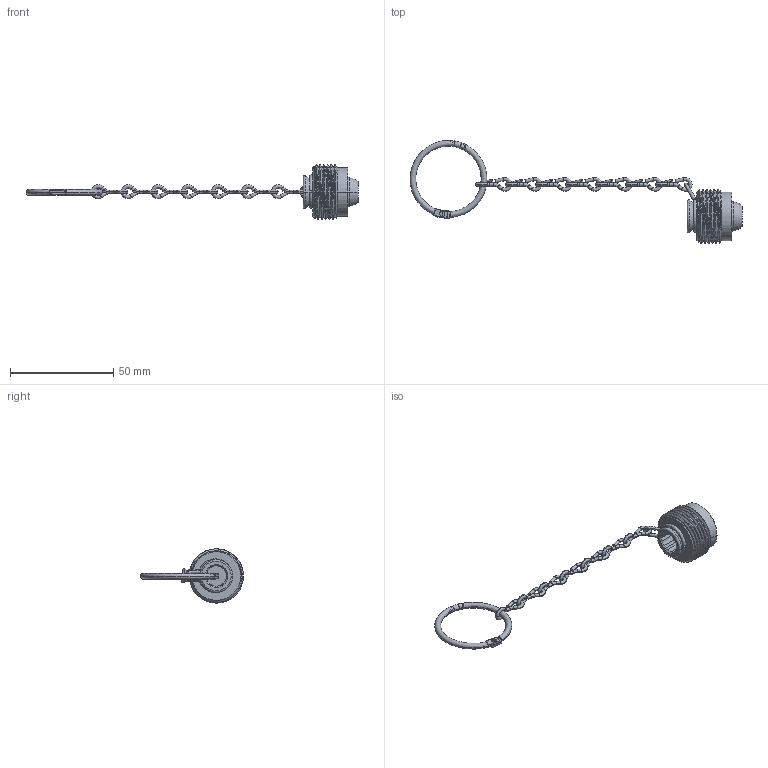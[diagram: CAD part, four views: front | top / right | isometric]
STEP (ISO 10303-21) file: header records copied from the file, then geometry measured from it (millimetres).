
FILE_DESCRIPTION (( 'STEP AP203' ), '1' );
FILE_NAME ('PLU-680BR-R.STEP', '2025-10-14T14:16:27', ( '' ), ( '' ), 'SwSTEP 2.0', 'SolidWorks 2018', '' );
FILE_SCHEMA (( 'CONFIG_CONTROL_DESIGN' ));
Length unit declared in the file: inch
Products named in the file (8): PRT-000199; PRT-002245_RING-1.187D HALF; PRT-004033; PRT-002239_BRASS; ASY-000418_Straight Chain; PRT-002255_SMALL PIN; ASY-000291; PLU-680BR-R
Assembly tree (14 placements, depth 3):
  PLU-680BR-R
    PRT-000199
    ASY-000418_Straight Chain
      PRT-002239_BRASS  x7
    PRT-004033
    ASY-000291
      PRT-002245_RING-1.187D HALF  x2
      PRT-002255_SMALL PIN
Bounding box: 161.11 x 49.98 x 26.34 mm (x, y, z)
Volume: 9812.7 mm3; surface area: 6418.5 mm2
Topology: 12 solids, 12 shells, 323 faces, 757 edges, 443 vertices
Faces by surface type: cylinder 116, torus 70, plane 61, bspline 49, sphere 18, cone 9
Entity records: 9424 total; most frequent: CARTESIAN_POINT 5034, ORIENTED_EDGE 724, DIRECTION 694, EDGE_CURVE 362, AXIS2_PLACEMENT_3D 296, VERTEX_POINT 222, EDGE_LOOP 162, FACE_OUTER_BOUND 155
